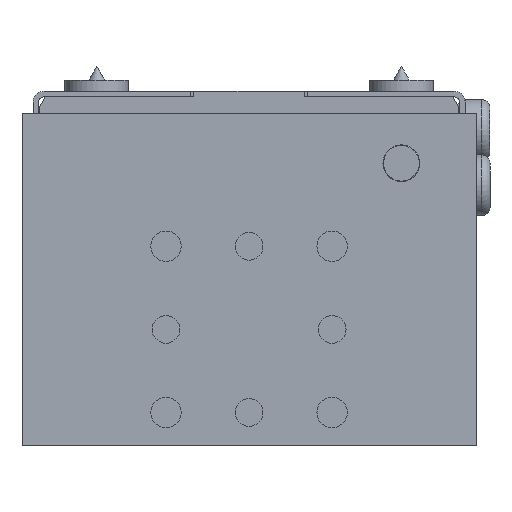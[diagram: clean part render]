
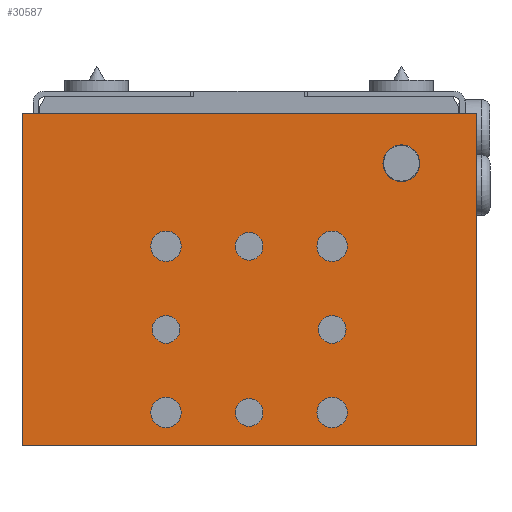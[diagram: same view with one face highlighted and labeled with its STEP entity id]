
A CAD part, left-side view. The second image highlights one B-rep face of the part: STEP entity #30587.
In plain terms, the highlighted face is planar.
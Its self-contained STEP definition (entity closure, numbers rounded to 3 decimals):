
#29810=CARTESIAN_POINT('',(157.,30.824,50.));
#29811=VERTEX_POINT('',#29810);
#29812=CARTESIAN_POINT('',(157.,27.5,50.));
#29813=DIRECTION('',(-1.0,0.0,0.0));
#29814=DIRECTION('',(0.0,-1.0,0.0));
#29815=AXIS2_PLACEMENT_3D('',#29812,#29813,#29814);
#29816=CIRCLE('',#29815,3.324);
#29817=EDGE_CURVE('',#29811,#29811,#29816,.T.);
#30083=CARTESIAN_POINT('',(157.,2.5,5.));
#30084=VERTEX_POINT('',#30083);
#30085=CARTESIAN_POINT('',(157.,0.,5.));
#30086=DIRECTION('',(-1.0,0.0,0.0));
#30087=DIRECTION('',(0.0,1.0,0.0));
#30088=AXIS2_PLACEMENT_3D('',#30085,#30086,#30087);
#30089=CIRCLE('',#30088,2.5);
#30090=EDGE_CURVE('',#30084,#30084,#30089,.T.);
#30103=CARTESIAN_POINT('',(157.,2.5,35.));
#30104=VERTEX_POINT('',#30103);
#30105=CARTESIAN_POINT('',(157.,0.,35.));
#30106=DIRECTION('',(-1.0,0.0,0.0));
#30107=DIRECTION('',(0.0,1.0,0.0));
#30108=AXIS2_PLACEMENT_3D('',#30105,#30106,#30107);
#30109=CIRCLE('',#30108,2.5);
#30110=EDGE_CURVE('',#30104,#30104,#30109,.T.);
#30123=CARTESIAN_POINT('',(157.,-12.5,20.));
#30124=VERTEX_POINT('',#30123);
#30125=CARTESIAN_POINT('',(157.,-15.,20.));
#30126=DIRECTION('',(-1.0,0.0,0.0));
#30127=DIRECTION('',(0.0,1.0,0.0));
#30128=AXIS2_PLACEMENT_3D('',#30125,#30126,#30127);
#30129=CIRCLE('',#30128,2.5);
#30130=EDGE_CURVE('',#30124,#30124,#30129,.T.);
#30143=CARTESIAN_POINT('',(157.,17.5,20.));
#30144=VERTEX_POINT('',#30143);
#30145=CARTESIAN_POINT('',(157.,15.,20.));
#30146=DIRECTION('',(-1.0,0.0,0.0));
#30147=DIRECTION('',(0.0,1.0,0.0));
#30148=AXIS2_PLACEMENT_3D('',#30145,#30146,#30147);
#30149=CIRCLE('',#30148,2.5);
#30150=EDGE_CURVE('',#30144,#30144,#30149,.T.);
#30200=CARTESIAN_POINT('',(157.,17.75,35.));
#30201=VERTEX_POINT('',#30200);
#30202=CARTESIAN_POINT('',(157.,15.,35.));
#30203=DIRECTION('',(-1.0,0.0,0.0));
#30204=DIRECTION('',(0.0,-1.0,0.0));
#30205=AXIS2_PLACEMENT_3D('',#30202,#30203,#30204);
#30206=CIRCLE('',#30205,2.75);
#30207=EDGE_CURVE('',#30201,#30201,#30206,.T.);
#30260=CARTESIAN_POINT('',(157.,-12.25,5.));
#30261=VERTEX_POINT('',#30260);
#30262=CARTESIAN_POINT('',(157.,-15.,5.));
#30263=DIRECTION('',(-1.0,0.0,0.0));
#30264=DIRECTION('',(0.0,-1.0,0.0));
#30265=AXIS2_PLACEMENT_3D('',#30262,#30263,#30264);
#30266=CIRCLE('',#30265,2.75);
#30267=EDGE_CURVE('',#30261,#30261,#30266,.T.);
#30320=CARTESIAN_POINT('',(157.,-12.25,35.));
#30321=VERTEX_POINT('',#30320);
#30322=CARTESIAN_POINT('',(157.,-15.,35.));
#30323=DIRECTION('',(-1.0,0.0,0.0));
#30324=DIRECTION('',(0.0,-1.0,0.0));
#30325=AXIS2_PLACEMENT_3D('',#30322,#30323,#30324);
#30326=CIRCLE('',#30325,2.75);
#30327=EDGE_CURVE('',#30321,#30321,#30326,.T.);
#30380=CARTESIAN_POINT('',(157.,17.75,5.));
#30381=VERTEX_POINT('',#30380);
#30382=CARTESIAN_POINT('',(157.,15.,5.));
#30383=DIRECTION('',(-1.0,0.0,0.0));
#30384=DIRECTION('',(0.0,-1.0,0.0));
#30385=AXIS2_PLACEMENT_3D('',#30382,#30383,#30384);
#30386=CIRCLE('',#30385,2.75);
#30387=EDGE_CURVE('',#30381,#30381,#30386,.T.);
#30440=CARTESIAN_POINT('',(157.,-41.,-1.));
#30441=VERTEX_POINT('',#30440);
#30442=CARTESIAN_POINT('',(157.,-41.,59.));
#30443=VERTEX_POINT('',#30442);
#30444=CARTESIAN_POINT('',(157.,-41.,-1.));
#30445=DIRECTION('',(0.0,0.0,1.0));
#30446=VECTOR('',#30445,60.);
#30447=LINE('',#30444,#30446);
#30448=EDGE_CURVE('',#30441,#30443,#30447,.T.);
#30477=CARTESIAN_POINT('',(157.,41.,59.));
#30478=VERTEX_POINT('',#30477);
#30479=CARTESIAN_POINT('',(157.,-41.,59.));
#30480=DIRECTION('',(0.0,1.0,0.0));
#30481=VECTOR('',#30480,82.);
#30482=LINE('',#30479,#30481);
#30483=EDGE_CURVE('',#30443,#30478,#30482,.T.);
#30501=CARTESIAN_POINT('',(157.,41.,-1.));
#30502=VERTEX_POINT('',#30501);
#30503=CARTESIAN_POINT('',(157.,41.,59.));
#30504=DIRECTION('',(0.0,0.0,-1.0));
#30505=VECTOR('',#30504,60.0);
#30506=LINE('',#30503,#30505);
#30507=EDGE_CURVE('',#30478,#30502,#30506,.T.);
#30531=CARTESIAN_POINT('',(157.,41.,-1.));
#30532=DIRECTION('',(0.0,-1.0,0.0));
#30533=VECTOR('',#30532,82.);
#30534=LINE('',#30531,#30533);
#30535=EDGE_CURVE('',#30502,#30441,#30534,.T.);
#30549=CARTESIAN_POINT('',(157.,0.,29.));
#30550=DIRECTION('',(1.0,0.0,0.0));
#30551=DIRECTION('',(0.0,1.0,0.0));
#30552=AXIS2_PLACEMENT_3D('',#30549,#30550,#30551);
#30553=PLANE('',#30552);
#30554=ORIENTED_EDGE('',*,*,#30448,.F.);
#30555=ORIENTED_EDGE('',*,*,#30535,.F.);
#30556=ORIENTED_EDGE('',*,*,#30507,.F.);
#30557=ORIENTED_EDGE('',*,*,#30483,.F.);
#30558=EDGE_LOOP('',(#30554,#30555,#30556,#30557));
#30559=FACE_OUTER_BOUND('',#30558,.T.);
#30560=ORIENTED_EDGE('',*,*,#29817,.T.);
#30561=EDGE_LOOP('',(#30560));
#30562=FACE_BOUND('',#30561,.T.);
#30563=ORIENTED_EDGE('',*,*,#30090,.T.);
#30564=EDGE_LOOP('',(#30563));
#30565=FACE_BOUND('',#30564,.T.);
#30566=ORIENTED_EDGE('',*,*,#30110,.T.);
#30567=EDGE_LOOP('',(#30566));
#30568=FACE_BOUND('',#30567,.T.);
#30569=ORIENTED_EDGE('',*,*,#30130,.T.);
#30570=EDGE_LOOP('',(#30569));
#30571=FACE_BOUND('',#30570,.T.);
#30572=ORIENTED_EDGE('',*,*,#30150,.T.);
#30573=EDGE_LOOP('',(#30572));
#30574=FACE_BOUND('',#30573,.T.);
#30575=ORIENTED_EDGE('',*,*,#30207,.T.);
#30576=EDGE_LOOP('',(#30575));
#30577=FACE_BOUND('',#30576,.T.);
#30578=ORIENTED_EDGE('',*,*,#30267,.T.);
#30579=EDGE_LOOP('',(#30578));
#30580=FACE_BOUND('',#30579,.T.);
#30581=ORIENTED_EDGE('',*,*,#30327,.T.);
#30582=EDGE_LOOP('',(#30581));
#30583=FACE_BOUND('',#30582,.T.);
#30584=ORIENTED_EDGE('',*,*,#30387,.T.);
#30585=EDGE_LOOP('',(#30584));
#30586=FACE_BOUND('',#30585,.T.);
#30587=ADVANCED_FACE('',(#30559,#30562,#30565,#30568,#30571,#30574,#30577,#30580,#30583,#30586),#30553,.T.);
